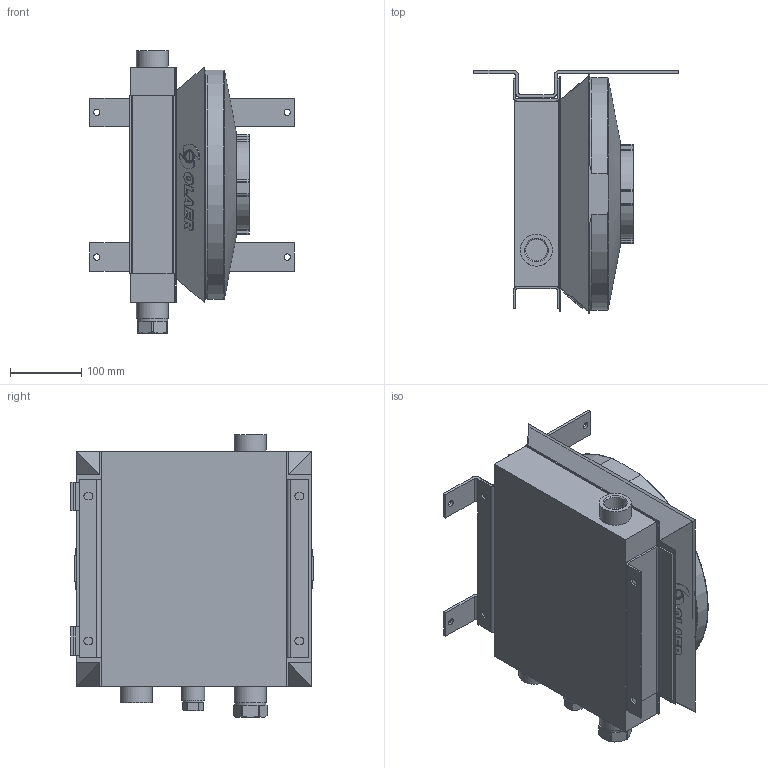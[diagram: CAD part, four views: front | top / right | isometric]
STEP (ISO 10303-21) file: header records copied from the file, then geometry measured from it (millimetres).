
FILE_DESCRIPTION( ( 'Unknown' ), '1' );
FILE_NAME( 'LDC-007-A.stp', 'Unknown', ( 'Unknown' ), ( 'Unknown' ), 'PSStep 14.0', 'Unknown', ' ' );
FILE_SCHEMA( ( 'AUTOMOTIVE_DESIGN { 1 0 10303 214 1 1 1 1 }' ) );
Length unit declared in the file: millimetre
Products named in the file (3): LDC-007-A
Bounding box: 287 x 340.67 x 396.5 mm (x, y, z)
Volume: 9290575.3 mm3; surface area: 814617.3 mm2
Topology: 3 solids, 3 shells, 329 faces, 844 edges, 547 vertices
Faces by surface type: plane 215, cylinder 84, extrusion 12, cone 12, torus 6
Full cylindrical faces by diameter (mm): 9 x4, 9.6 x4, 10.5 x4, 14.521 x1, 16.564 x1, 28.5 x1, 30.291 x2, 32 x1, 43 x1, 45 x3, 315 x1
Entity records: 13170 total; most frequent: CARTESIAN_POINT 2724, ORIENTED_EDGE 1600, DIRECTION 1548, EDGE_CURVE 800, AXIS2_PLACEMENT_3D 544, VERTEX_POINT 532, VECTOR 460, LINE 448
